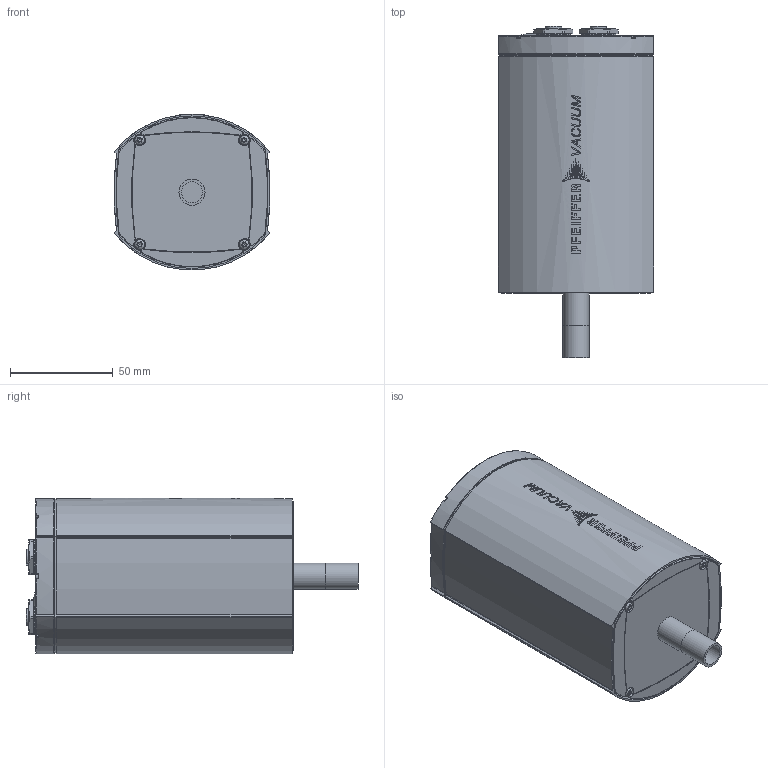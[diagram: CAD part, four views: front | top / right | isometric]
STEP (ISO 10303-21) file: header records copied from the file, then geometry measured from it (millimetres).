
FILE_DESCRIPTION(/* description */ (''),/* implementation_level */ '2;1');
FILE_NAME(/* name */ 'CCT 3xx EC Tube 1 2.stp',/* time_stamp */ '2023-10-23T10:56:18+02:00',/* author */ ('quen001'),/* organization */ (''),/* preprocessor_version */ 'ST-DEVELOPER v18.1',/* originating_system */ 'Autodesk Inventor 2021',/* authorisation */ '');
FILE_SCHEMA (('AUTOMOTIVE_DESIGN { 1 0 10303 214 3 1 1 }'));
Products named in the file (1): CCT 3xx EC Tube 1 2
Bounding box: 76 x 161.95 x 75.89 mm (x, y, z)
Volume: 148881.1 mm3; surface area: 106095.7 mm2
Topology: 2 solids, 13 shells, 4479 faces, 11829 edges, 7492 vertices
Faces by surface type: plane 2046, cylinder 1014, bspline 845, torus 315, cone 158, sphere 101
Full cylindrical faces by diameter (mm): 1.1 x5, 1.5 x4, 1.7 x5, 1.763 x1, 2.013 x8, 2.5 x5, 2.6 x5, 2.8 x10, 3 x1, 3.4 x5, 3.5 x7, 3.8 x2, 4 x8, 4.2 x1, 5.4 x6, 5.5 x7, 6.3 x7, 7.5 x1, 8 x1, 8.2 x4, 9 x1, 10.2 x1, 11.1 x3, 11.2 x3, 11.95 x5, 12.7 x6, 12.918 x2, 14 x5, 14.5 x3, 15.3 x1
Entity records: 156616 total; most frequent: CARTESIAN_POINT 45423, ORIENTED_EDGE 23594, DIRECTION 20809, EDGE_CURVE 11797, VERTEX_POINT 7492, AXIS2_PLACEMENT_3D 7227, LINE 6355, VECTOR 6355
